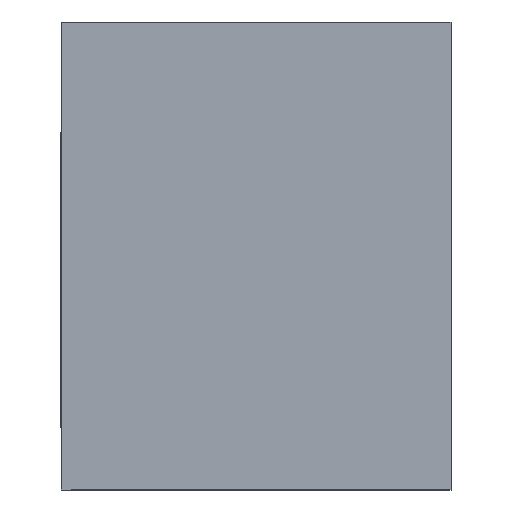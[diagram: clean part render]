
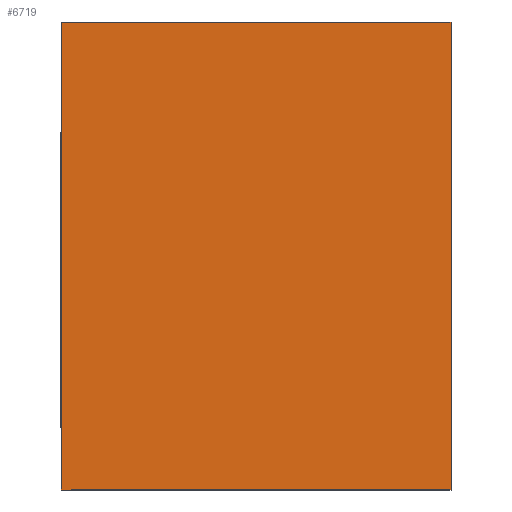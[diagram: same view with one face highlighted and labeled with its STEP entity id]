
A CAD part, front view. The second image highlights one B-rep face of the part: STEP entity #6719.
In plain terms, the highlighted planar face has unit normal (0, -1, 0).
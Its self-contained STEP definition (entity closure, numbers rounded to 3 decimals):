
#1239=ORIENTED_EDGE('',*,*,#2487,.T.);
#1240=ORIENTED_EDGE('',*,*,#2440,.T.);
#1241=ORIENTED_EDGE('',*,*,#2496,.T.);
#1242=ORIENTED_EDGE('',*,*,#2452,.T.);
#2440=EDGE_CURVE('',#3136,#3137,#3724,.T.);
#2452=EDGE_CURVE('',#3148,#3149,#3736,.T.);
#2487=EDGE_CURVE('',#3149,#3136,#3771,.T.);
#2496=EDGE_CURVE('',#3137,#3148,#3780,.T.);
#3136=VERTEX_POINT('',#9883);
#3137=VERTEX_POINT('',#9884);
#3148=VERTEX_POINT('',#9908);
#3149=VERTEX_POINT('',#9909);
#3724=LINE('',#9882,#4356);
#3736=LINE('',#9907,#4368);
#3771=LINE('',#9977,#4403);
#3780=LINE('',#9995,#4412);
#4356=VECTOR('',#8217,1000.);
#4368=VECTOR('',#8231,1000.);
#4403=VECTOR('',#8270,1000.);
#4412=VECTOR('',#8281,1000.);
#4843=EDGE_LOOP('',(#1239,#1240,#1241,#1242));
#5153=FACE_BOUND('',#4843,.T.);
#5399=PLANE('',#7139);
#6719=ADVANCED_FACE('',(#5153),#5399,.T.);
#7139=AXIS2_PLACEMENT_3D('',#9996,#8282,#8283);
#8217=DIRECTION('',(-1.,0.,0.));
#8231=DIRECTION('',(1.,0.,0.));
#8270=DIRECTION('',(0.,0.,1.));
#8281=DIRECTION('',(0.,0.,-1.));
#8282=DIRECTION('',(0.,-1.,0.));
#8283=DIRECTION('',(0.,0.,-1.));
#9882=CARTESIAN_POINT('',(-95.915,0.,55.179));
#9883=CARTESIAN_POINT('',(-95.915,0.,55.179));
#9884=CARTESIAN_POINT('',(-100.915,0.,55.179));
#9907=CARTESIAN_POINT('',(-100.915,0.,49.179));
#9908=CARTESIAN_POINT('',(-100.915,0.,49.179));
#9909=CARTESIAN_POINT('',(-95.915,0.,49.179));
#9977=CARTESIAN_POINT('',(-95.915,0.,49.179));
#9995=CARTESIAN_POINT('',(-100.915,0.,55.179));
#9996=CARTESIAN_POINT('',(-95.915,0.,55.179));
